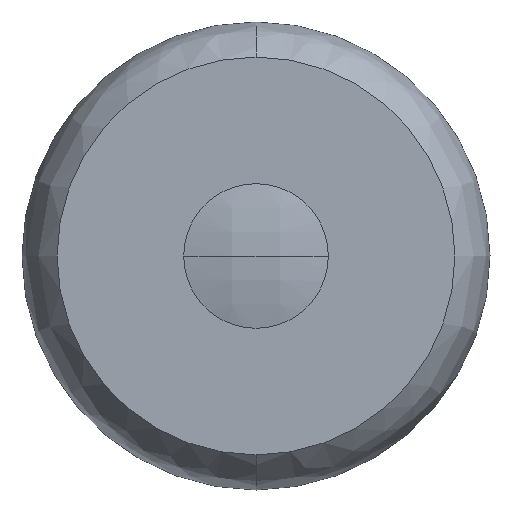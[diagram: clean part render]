
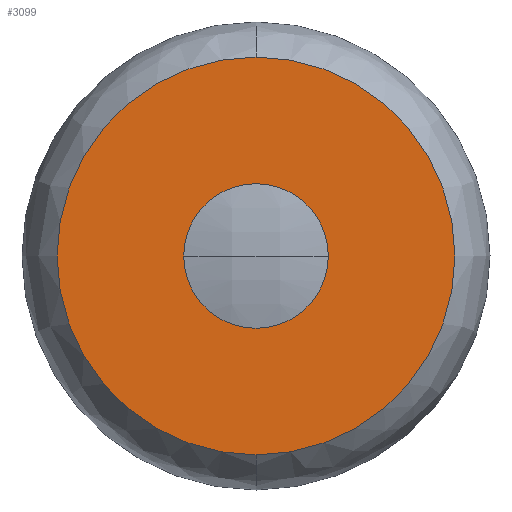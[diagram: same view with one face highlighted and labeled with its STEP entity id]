
A CAD part, front view. The second image highlights one B-rep face of the part: STEP entity #3099.
In plain terms, the highlighted planar face has unit normal (0, -1, 0).
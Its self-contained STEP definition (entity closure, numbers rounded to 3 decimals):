
#95 = AXIS2_PLACEMENT_3D ( 'NONE', #1303, #1305, #1306 ) ;
#179 = AXIS2_PLACEMENT_3D ( 'NONE', #1825, #1830, #1831 ) ;
#195 = AXIS2_PLACEMENT_3D ( 'NONE', #1883, #1884, #1885 ) ;
#197 = AXIS2_PLACEMENT_3D ( 'NONE', #1894, #1895, #1896 ) ;
#200 = AXIS2_PLACEMENT_3D ( 'NONE', #1906, #1908, #1909 ) ;
#394 = FACE_OUTER_BOUND ( 'NONE', #3447, .T. ) ;
#398 = FACE_BOUND ( 'NONE', #3445, .T. ) ;
#577 = CIRCLE ( 'NONE', #179, 15.13 ) ;
#601 = CIRCLE ( 'NONE', #195, 5.5 ) ;
#606 = CIRCLE ( 'NONE', #197, 5.5 ) ;
#610 = CIRCLE ( 'NONE', #200, 15.13 ) ;
#766 = CARTESIAN_POINT ( 'NONE',  ( 0., -5.5, 15.13 ) ) ;
#767 = CARTESIAN_POINT ( 'NONE',  ( 0., -5.5, -15.13 ) ) ;
#772 = CARTESIAN_POINT ( 'NONE',  ( 0., -5.5, 5.5 ) ) ;
#773 = CARTESIAN_POINT ( 'NONE',  ( 0., -5.5, -5.5 ) ) ;
#1303 = CARTESIAN_POINT ( 'NONE',  ( -15.13, -5.5, 0. ) ) ;
#1304 = PLANE ( 'NONE',  #95 ) ;
#1305 = DIRECTION ( 'NONE',  ( 0., -1., 0. ) ) ;
#1306 = DIRECTION ( 'NONE',  ( 0., 0., -1. ) ) ;
#1825 = CARTESIAN_POINT ( 'NONE',  ( 0., -5.5, 0. ) ) ;
#1830 = DIRECTION ( 'NONE',  ( 0., 1., 0. ) ) ;
#1831 = DIRECTION ( 'NONE',  ( 0., 0., 1. ) ) ;
#1883 = CARTESIAN_POINT ( 'NONE',  ( 0., -5.5, 0. ) ) ;
#1884 = DIRECTION ( 'NONE',  ( 0., 1., 0. ) ) ;
#1885 = DIRECTION ( 'NONE',  ( 0., 0., -1. ) ) ;
#1894 = CARTESIAN_POINT ( 'NONE',  ( 0., -5.5, 0. ) ) ;
#1895 = DIRECTION ( 'NONE',  ( 0., 1., 0. ) ) ;
#1896 = DIRECTION ( 'NONE',  ( 0., 0., -1. ) ) ;
#1906 = CARTESIAN_POINT ( 'NONE',  ( 0., -5.5, 0. ) ) ;
#1908 = DIRECTION ( 'NONE',  ( 0., 1., 0. ) ) ;
#1909 = DIRECTION ( 'NONE',  ( 0., 0., 1. ) ) ;
#2788 = VERTEX_POINT ( 'NONE', #766 ) ;
#2789 = VERTEX_POINT ( 'NONE', #767 ) ;
#2794 = VERTEX_POINT ( 'NONE', #772 ) ;
#2795 = VERTEX_POINT ( 'NONE', #773 ) ;
#3099 = ADVANCED_FACE ( 'NONE', ( #394, #398 ), #1304, .T. ) ;
#3241 = EDGE_CURVE ( 'NONE', #2789, #2788, #577, .T. ) ;
#3260 = EDGE_CURVE ( 'NONE', #2795, #2794, #601, .T. ) ;
#3264 = EDGE_CURVE ( 'NONE', #2794, #2795, #606, .T. ) ;
#3268 = EDGE_CURVE ( 'NONE', #2788, #2789, #610, .T. ) ;
#3445 = EDGE_LOOP ( 'NONE', ( #3763, #3764 ) ) ;
#3447 = EDGE_LOOP ( 'NONE', ( #3761, #3762 ) ) ;
#3761 = ORIENTED_EDGE ( 'NONE', *, *, #3268, .F. ) ;
#3762 = ORIENTED_EDGE ( 'NONE', *, *, #3241, .F. ) ;
#3763 = ORIENTED_EDGE ( 'NONE', *, *, #3260, .T. ) ;
#3764 = ORIENTED_EDGE ( 'NONE', *, *, #3264, .T. ) ;
